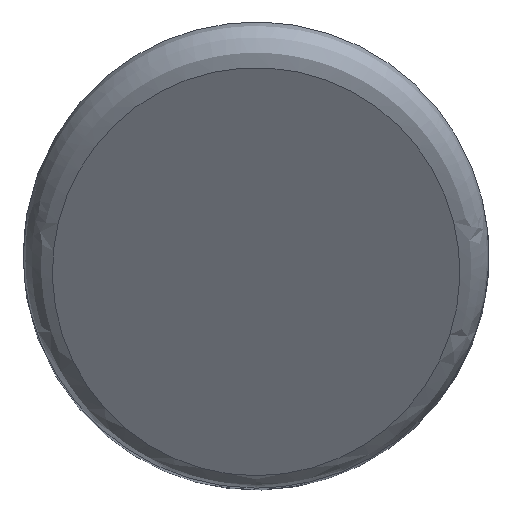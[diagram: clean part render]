
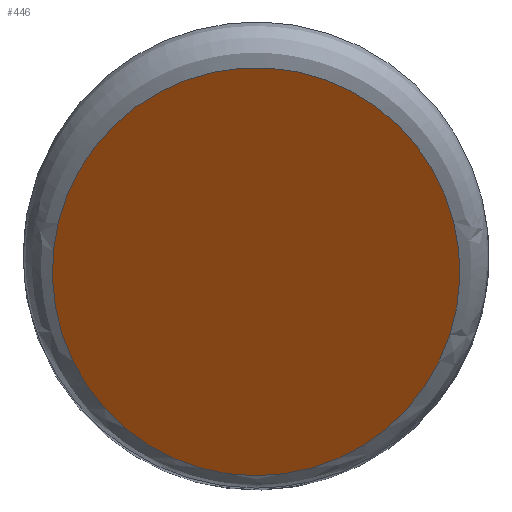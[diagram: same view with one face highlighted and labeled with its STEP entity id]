
A CAD part, top view. The second image highlights one B-rep face of the part: STEP entity #446.
In plain terms, the highlighted planar face has unit normal (0, -0.574, 0.819).
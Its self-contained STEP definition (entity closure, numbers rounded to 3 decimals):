
#430=CARTESIAN_POINT('',(0.,0.,25.));
#431=DIRECTION('',(0.,-0.574,0.819));
#432=DIRECTION('',(1.,0.,0.));
#433=AXIS2_PLACEMENT_3D('',#430,#431,#432);
#434=PLANE('',#433);
#435=CARTESIAN_POINT('',(-0.,-3.787,22.348));
#436=VERTEX_POINT('',#435);
#437=CARTESIAN_POINT('',(0.,-0.287,24.799));
#438=DIRECTION('',(0.,-0.574,0.819));
#439=DIRECTION('',(0.,-0.819,-0.574));
#440=AXIS2_PLACEMENT_3D('',#437,#438,#439);
#441=ELLIPSE('',#440,4.273,3.5);
#442=EDGE_CURVE('',#436,#436,#441,.T.);
#443=ORIENTED_EDGE('',*,*,#442,.T.);
#444=EDGE_LOOP('',(#443));
#445=FACE_BOUND('',#444,.T.);
#446=ADVANCED_FACE('',(#445),#434,.T.);
